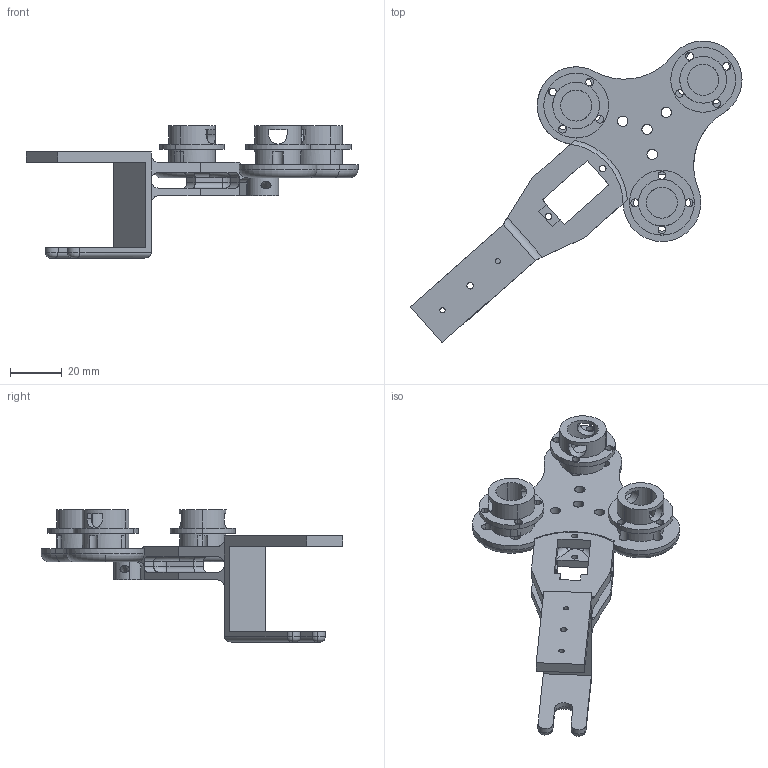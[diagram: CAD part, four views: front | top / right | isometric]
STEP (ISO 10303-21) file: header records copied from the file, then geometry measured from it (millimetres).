
FILE_DESCRIPTION (( 'STEP AP203' ), '1' );
FILE_NAME ('Spring holder_Default_sldprt.STEP', '2024-01-02T12:43:59', ( '' ), ( '' ), 'SwSTEP 2.0', 'SolidWorks 2022', '' );
FILE_SCHEMA (( 'CONFIG_CONTROL_DESIGN' ));
Length unit declared in the file: millimetre
Products named in the file (1): Spring holder_Default_sldprt
Bounding box: 128.09 x 116.45 x 51 mm (x, y, z)
Volume: 38432 mm3; surface area: 24940.5 mm2
Topology: 1 solids, 1 shells, 266 faces, 804 edges, 499 vertices
Faces by surface type: cylinder 144, plane 97, torus 19, bspline 6
Entity records: 10418 total; most frequent: CARTESIAN_POINT 2933, DIRECTION 1608, ORIENTED_EDGE 1584, EDGE_CURVE 792, AXIS2_PLACEMENT_3D 635, VERTEX_POINT 493, CIRCLE 374, VECTOR 338
